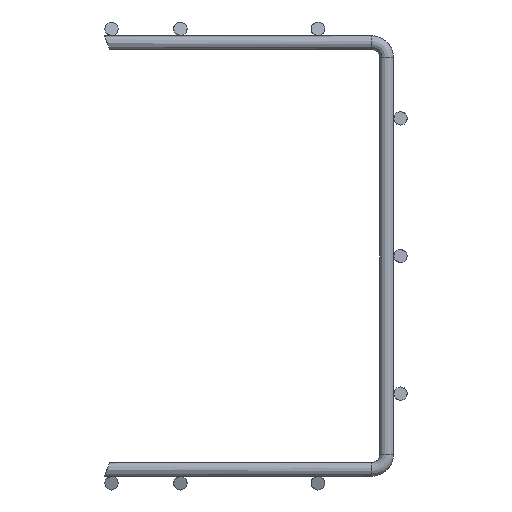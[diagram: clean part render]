
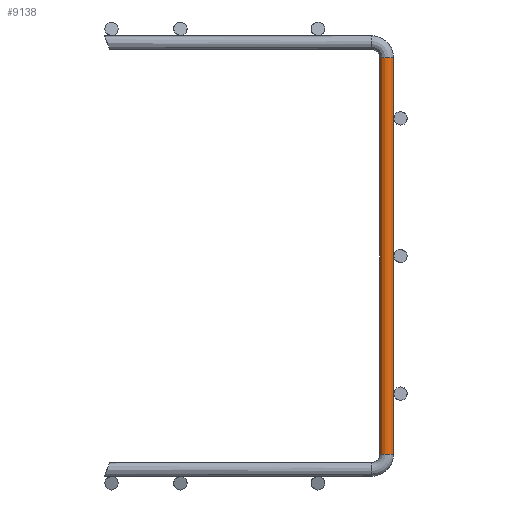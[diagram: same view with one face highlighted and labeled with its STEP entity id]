
A CAD part, left-side view. The second image highlights one B-rep face of the part: STEP entity #9138.
In plain terms, the highlighted cylindrical face has radius 2.5 mm (diameter 5 mm), a partial arc.
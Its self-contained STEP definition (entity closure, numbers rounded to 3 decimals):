
#289 = CARTESIAN_POINT ( 'NONE',  ( 0., -2.5, 72. ) ) ;
#315 = EDGE_CURVE ( 'NONE', #8497, #336, #4473, .T. ) ;
#336 = VERTEX_POINT ( 'NONE', #7691 ) ;
#790 = LINE ( 'NONE', #10220, #4756 ) ;
#812 = ORIENTED_EDGE ( 'NONE', *, *, #4448, .F. ) ;
#897 = ORIENTED_EDGE ( 'NONE', *, *, #315, .T. ) ;
#1048 = DIRECTION ( 'NONE',  ( 0., -1., 0. ) ) ;
#1249 = ORIENTED_EDGE ( 'NONE', *, *, #3702, .T. ) ;
#1977 = CARTESIAN_POINT ( 'NONE',  ( 0., -5., 72. ) ) ;
#2288 = AXIS2_PLACEMENT_3D ( 'NONE', #7704, #2929, #8698 ) ;
#2929 = DIRECTION ( 'NONE',  ( 0., 0., 1. ) ) ;
#3478 = FACE_OUTER_BOUND ( 'NONE', #6567, .T. ) ;
#3702 = EDGE_CURVE ( 'NONE', #336, #5365, #10074, .T. ) ;
#3789 = DIRECTION ( 'NONE',  ( 0., 0., 1. ) ) ;
#3813 = AXIS2_PLACEMENT_3D ( 'NONE', #289, #6748, #8297 ) ;
#3909 = CIRCLE ( 'NONE', #8131, 2.5 ) ;
#4448 = EDGE_CURVE ( 'NONE', #8497, #6058, #3909, .T. ) ;
#4473 = LINE ( 'NONE', #8430, #6432 ) ;
#4756 = VECTOR ( 'NONE', #5501, 1000. ) ;
#4974 = ORIENTED_EDGE ( 'NONE', *, *, #5616, .F. ) ;
#5365 = VERTEX_POINT ( 'NONE', #8031 ) ;
#5501 = DIRECTION ( 'NONE',  ( 0., 0., -1. ) ) ;
#5616 = EDGE_CURVE ( 'NONE', #6058, #5365, #790, .T. ) ;
#6058 = VERTEX_POINT ( 'NONE', #1977 ) ;
#6432 = VECTOR ( 'NONE', #7634, 1000. ) ;
#6567 = EDGE_LOOP ( 'NONE', ( #4974, #812, #897, #1249 ) ) ;
#6701 = CYLINDRICAL_SURFACE ( 'NONE', #3813, 2.5 ) ;
#6748 = DIRECTION ( 'NONE',  ( 0., 0., -1. ) ) ;
#7634 = DIRECTION ( 'NONE',  ( 0., 0., -1. ) ) ;
#7691 = CARTESIAN_POINT ( 'NONE',  ( 0., 0., -72. ) ) ;
#7704 = CARTESIAN_POINT ( 'NONE',  ( 0., -2.5, -72. ) ) ;
#8031 = CARTESIAN_POINT ( 'NONE',  ( 0., -5., -72. ) ) ;
#8131 = AXIS2_PLACEMENT_3D ( 'NONE', #8294, #3789, #1048 ) ;
#8294 = CARTESIAN_POINT ( 'NONE',  ( 0., -2.5, 72. ) ) ;
#8297 = DIRECTION ( 'NONE',  ( 0., 1., 0. ) ) ;
#8316 = CARTESIAN_POINT ( 'NONE',  ( 0., 0., 72. ) ) ;
#8430 = CARTESIAN_POINT ( 'NONE',  ( 0., 0., 72. ) ) ;
#8497 = VERTEX_POINT ( 'NONE', #8316 ) ;
#8698 = DIRECTION ( 'NONE',  ( 0., -1., 0. ) ) ;
#9138 = ADVANCED_FACE ( 'NONE', ( #3478 ), #6701, .T. ) ;
#10074 = CIRCLE ( 'NONE', #2288, 2.5 ) ;
#10220 = CARTESIAN_POINT ( 'NONE',  ( 0., -5., 72. ) ) ;
